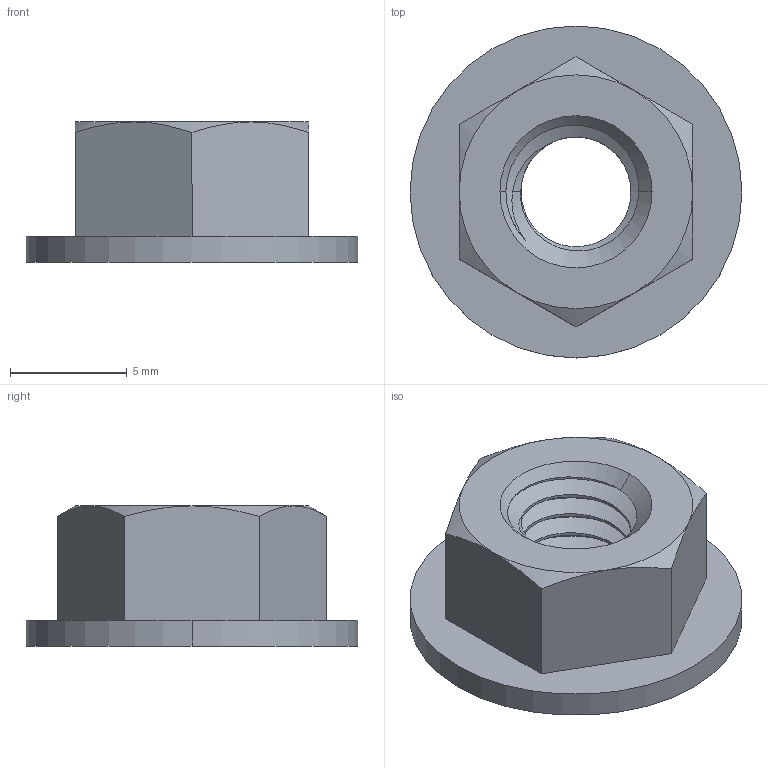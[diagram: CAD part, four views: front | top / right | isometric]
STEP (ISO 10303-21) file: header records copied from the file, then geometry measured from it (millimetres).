
FILE_DESCRIPTION (( 'STEP AP203' ), '1' );
FILE_NAME ('95003A101.step', '2015-03-04T20:23:27', ( '' ), ( '' ), 'SwSTEP 2.0', 'SolidWorks 2010', '' );
FILE_SCHEMA (( 'CONFIG_CONTROL_DESIGN' ));
Length unit declared in the file: millimetre
Products named in the file (1): 95003A101
Bounding box: 14.2 x 14.2 x 6 mm (x, y, z)
Volume: 454.8 mm3; surface area: 638.6 mm2
Topology: 1 solids, 1 shells, 45 faces, 119 edges, 77 vertices
Faces by surface type: cylinder 23, cone 11, plane 9, bspline 2
Entity records: 2207 total; most frequent: CARTESIAN_POINT 1165, ORIENTED_EDGE 238, DIRECTION 164, EDGE_CURVE 119, VERTEX_POINT 77, AXIS2_PLACEMENT_3D 63, EDGE_LOOP 48, FACE_OUTER_BOUND 45
